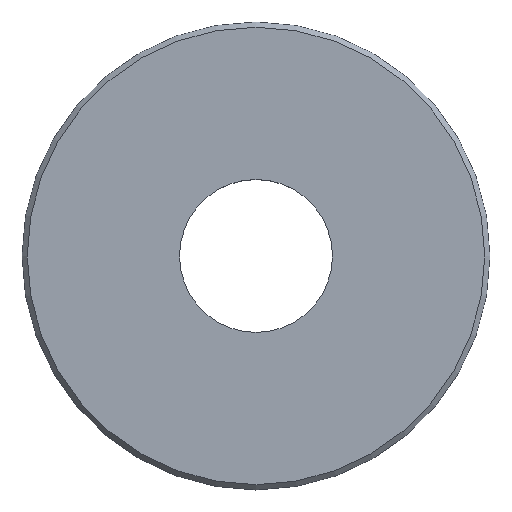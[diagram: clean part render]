
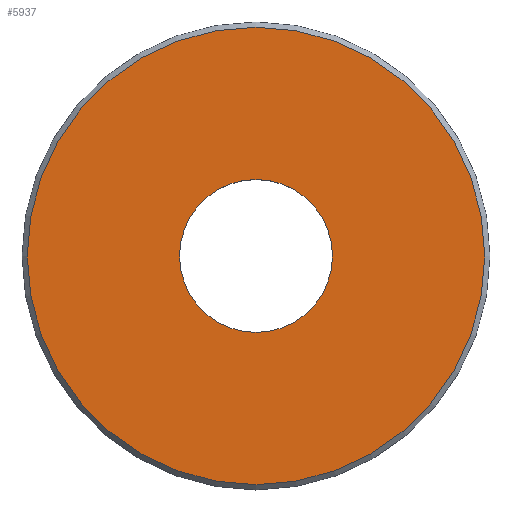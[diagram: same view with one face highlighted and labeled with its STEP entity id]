
A CAD part, top view. The second image highlights one B-rep face of the part: STEP entity #5937.
In plain terms, the highlighted planar face has unit normal (0, 0, 1).
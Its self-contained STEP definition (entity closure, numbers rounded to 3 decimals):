
#153 = CONICAL_SURFACE('',#154,22.3,0.785);
#154 = AXIS2_PLACEMENT_3D('',#155,#156,#157);
#155 = CARTESIAN_POINT('',(0.,0.,3.053));
#156 = DIRECTION('',(-0.,-0.,-1.));
#157 = DIRECTION('',(1.,0.,0.));
#250 = VERTEX_POINT('',#251);
#251 = CARTESIAN_POINT('',(21.8,0.,3.553));
#272 = EDGE_CURVE('',#250,#250,#273,.T.);
#273 = SURFACE_CURVE('',#274,(#279,#286),.PCURVE_S1.);
#274 = CIRCLE('',#275,21.8);
#275 = AXIS2_PLACEMENT_3D('',#276,#277,#278);
#276 = CARTESIAN_POINT('',(0.,0.,3.553));
#277 = DIRECTION('',(0.,0.,1.));
#278 = DIRECTION('',(1.,0.,-0.));
#279 = PCURVE('',#153,#280);
#280 = DEFINITIONAL_REPRESENTATION('',(#281),#285);
#281 = LINE('',#282,#283);
#282 = CARTESIAN_POINT('',(-0.,-0.5));
#283 = VECTOR('',#284,1.);
#284 = DIRECTION('',(-1.,-0.));
#285 = ( GEOMETRIC_REPRESENTATION_CONTEXT(2) 
PARAMETRIC_REPRESENTATION_CONTEXT() REPRESENTATION_CONTEXT('2D SPACE',''
  ) );
#286 = PCURVE('',#287,#292);
#287 = PLANE('',#288);
#288 = AXIS2_PLACEMENT_3D('',#289,#290,#291);
#289 = CARTESIAN_POINT('',(0.,0.,3.553));
#290 = DIRECTION('',(0.,0.,1.));
#291 = DIRECTION('',(1.,0.,0.));
#292 = DEFINITIONAL_REPRESENTATION('',(#293),#297);
#293 = CIRCLE('',#294,21.8);
#294 = AXIS2_PLACEMENT_2D('',#295,#296);
#295 = CARTESIAN_POINT('',(0.,0.));
#296 = DIRECTION('',(1.,0.));
#297 = ( GEOMETRIC_REPRESENTATION_CONTEXT(2) 
PARAMETRIC_REPRESENTATION_CONTEXT() REPRESENTATION_CONTEXT('2D SPACE',''
  ) );
#4526 = CYLINDRICAL_SURFACE('',#4527,7.286);
#4527 = AXIS2_PLACEMENT_3D('',#4528,#4529,#4530);
#4528 = CARTESIAN_POINT('',(0.,0.,
    3.553));
#4529 = DIRECTION('',(0.,0.,-1.));
#4530 = DIRECTION('',(-1.,0.,0.));
#5937 = ADVANCED_FACE('',(#5938,#5941),#287,.T.);
#5938 = FACE_BOUND('',#5939,.T.);
#5939 = EDGE_LOOP('',(#5940));
#5940 = ORIENTED_EDGE('',*,*,#272,.T.);
#5941 = FACE_BOUND('',#5942,.T.);
#5942 = EDGE_LOOP('',(#5943));
#5943 = ORIENTED_EDGE('',*,*,#5944,.T.);
#5944 = EDGE_CURVE('',#5945,#5945,#5947,.T.);
#5945 = VERTEX_POINT('',#5946);
#5946 = CARTESIAN_POINT('',(-7.286,0.,
    3.553));
#5947 = SURFACE_CURVE('',#5948,(#5953,#5964),.PCURVE_S1.);
#5948 = CIRCLE('',#5949,7.286);
#5949 = AXIS2_PLACEMENT_3D('',#5950,#5951,#5952);
#5950 = CARTESIAN_POINT('',(0.,0.,
    3.553));
#5951 = DIRECTION('',(0.,0.,-1.));
#5952 = DIRECTION('',(-1.,0.,0.));
#5953 = PCURVE('',#287,#5954);
#5954 = DEFINITIONAL_REPRESENTATION('',(#5955),#5963);
#5955 = ( BOUNDED_CURVE() B_SPLINE_CURVE(2,(#5956,#5957,#5958,#5959,
#5960,#5961,#5962),.UNSPECIFIED.,.T.,.F.) B_SPLINE_CURVE_WITH_KNOTS((1,2
    ,2,2,2,1),(-2.094,0.,2.094,4.189,
6.283,8.378),.UNSPECIFIED.) CURVE() 
GEOMETRIC_REPRESENTATION_ITEM() RATIONAL_B_SPLINE_CURVE((1.,0.5,1.,0.5,
1.,0.5,1.)) REPRESENTATION_ITEM('') );
#5956 = CARTESIAN_POINT('',(-7.286,0.));
#5957 = CARTESIAN_POINT('',(-7.286,12.621));
#5958 = CARTESIAN_POINT('',(3.643,6.31));
#5959 = CARTESIAN_POINT('',(14.573,0.));
#5960 = CARTESIAN_POINT('',(3.643,-6.31));
#5961 = CARTESIAN_POINT('',(-7.286,-12.621));
#5962 = CARTESIAN_POINT('',(-7.286,0.));
#5963 = ( GEOMETRIC_REPRESENTATION_CONTEXT(2) 
PARAMETRIC_REPRESENTATION_CONTEXT() REPRESENTATION_CONTEXT('2D SPACE',''
  ) );
#5964 = PCURVE('',#4526,#5965);
#5965 = DEFINITIONAL_REPRESENTATION('',(#5966),#5970);
#5966 = LINE('',#5967,#5968);
#5967 = CARTESIAN_POINT('',(0.,0.));
#5968 = VECTOR('',#5969,1.);
#5969 = DIRECTION('',(1.,0.));
#5970 = ( GEOMETRIC_REPRESENTATION_CONTEXT(2) 
PARAMETRIC_REPRESENTATION_CONTEXT() REPRESENTATION_CONTEXT('2D SPACE',''
  ) );
